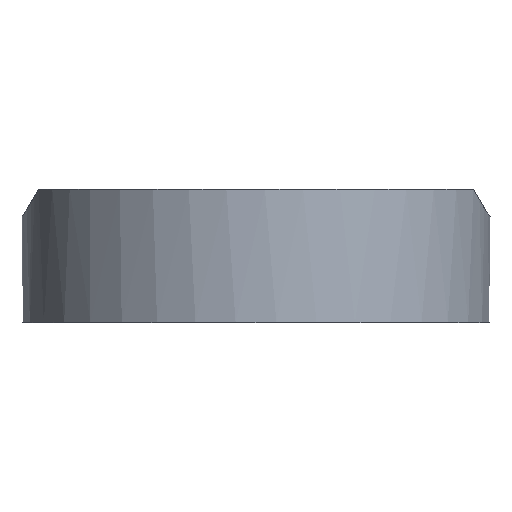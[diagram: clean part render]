
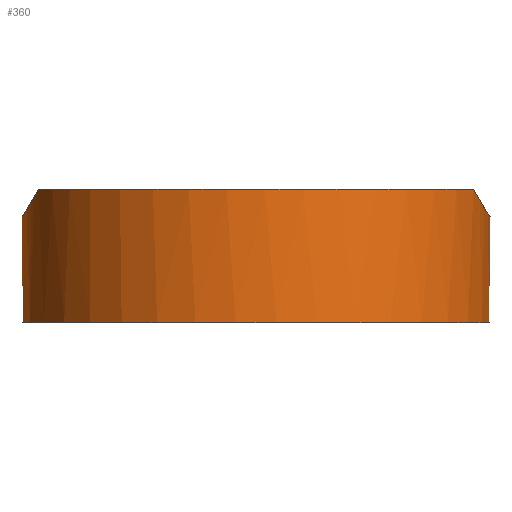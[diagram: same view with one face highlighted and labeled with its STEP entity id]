
A CAD part, front view. The second image highlights one B-rep face of the part: STEP entity #360.
In plain terms, the highlighted cylindrical face has radius 11 mm (diameter 22 mm), a full revolution.
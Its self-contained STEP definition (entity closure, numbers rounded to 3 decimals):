
#31=FACE_OUTER_BOUND('',#50,.T.);
#50=EDGE_LOOP('',(#240,#241,#242,#243,#244,#245,#246,#247));
#78=LINE('',#582,#96);
#96=VECTOR('',#449,11.);
#114=B_SPLINE_CURVE_WITH_KNOTS('',3,(#557,#558,#559,#560,#561,#562,#563,
#564,#565,#566),.UNSPECIFIED.,.F.,.F.,(4,2,2,2,4),(2.88,3.032,
3.306,3.58,3.732),.UNSPECIFIED.);
#115=B_SPLINE_CURVE_WITH_KNOTS('',3,(#570,#571,#572,#573,#574,#575,#576,
#577,#578,#579),.UNSPECIFIED.,.F.,.F.,(4,2,2,2,4),(0.676,0.828,
1.102,1.376,1.528),.UNSPECIFIED.);
#123=CIRCLE('',#394,11.);
#124=CIRCLE('',#395,11.);
#125=CIRCLE('',#396,11.);
#126=CIRCLE('',#397,11.);
#150=VERTEX_POINT('',#553);
#151=VERTEX_POINT('',#554);
#152=VERTEX_POINT('',#556);
#153=VERTEX_POINT('',#567);
#154=VERTEX_POINT('',#569);
#155=VERTEX_POINT('',#581);
#186=EDGE_CURVE('',#150,#151,#123,.T.);
#187=EDGE_CURVE('',#150,#152,#114,.F.);
#188=EDGE_CURVE('',#153,#152,#124,.T.);
#189=EDGE_CURVE('',#153,#154,#115,.F.);
#190=EDGE_CURVE('',#151,#154,#125,.T.);
#191=EDGE_CURVE('',#151,#155,#78,.T.);
#192=EDGE_CURVE('',#155,#155,#126,.T.);
#240=ORIENTED_EDGE('',*,*,#186,.F.);
#241=ORIENTED_EDGE('',*,*,#187,.T.);
#242=ORIENTED_EDGE('',*,*,#188,.F.);
#243=ORIENTED_EDGE('',*,*,#189,.T.);
#244=ORIENTED_EDGE('',*,*,#190,.F.);
#245=ORIENTED_EDGE('',*,*,#191,.T.);
#246=ORIENTED_EDGE('',*,*,#192,.F.);
#247=ORIENTED_EDGE('',*,*,#191,.F.);
#348=CYLINDRICAL_SURFACE('',#393,11.);
#360=ADVANCED_FACE('',(#31),#348,.T.);
#393=AXIS2_PLACEMENT_3D('',#552,#441,#442);
#394=AXIS2_PLACEMENT_3D('',#555,#443,#444);
#395=AXIS2_PLACEMENT_3D('',#568,#445,#446);
#396=AXIS2_PLACEMENT_3D('',#580,#447,#448);
#397=AXIS2_PLACEMENT_3D('',#583,#450,#451);
#441=DIRECTION('center_axis',(0.,0.,1.));
#442=DIRECTION('ref_axis',(0.707,0.707,0.));
#443=DIRECTION('center_axis',(0.,0.,1.));
#444=DIRECTION('ref_axis',(0.707,0.707,0.));
#445=DIRECTION('center_axis',(0.,0.,1.));
#446=DIRECTION('ref_axis',(0.707,0.707,0.));
#447=DIRECTION('center_axis',(0.,0.,1.));
#448=DIRECTION('ref_axis',(0.707,0.707,0.));
#449=DIRECTION('',(0.,0.,-1.));
#450=DIRECTION('center_axis',(0.,0.,
-1.));
#451=DIRECTION('ref_axis',(0.707,0.707,0.));
#552=CARTESIAN_POINT('Origin',(-75.,496.362,93.192));
#553=CARTESIAN_POINT('',(-85.216,492.283,99.442));
#554=CARTESIAN_POINT('',(-82.778,488.584,99.442));
#555=CARTESIAN_POINT('Origin',(-75.,496.362,99.442));
#556=CARTESIAN_POINT('',(-85.216,500.442,99.442));
#557=CARTESIAN_POINT('Ctrl Pts',(-85.216,500.442,99.442));
#558=CARTESIAN_POINT('Ctrl Pts',(-85.38,500.031,99.151));
#559=CARTESIAN_POINT('Ctrl Pts',(-85.531,499.578,98.897));
#560=CARTESIAN_POINT('Ctrl Pts',(-85.876,498.234,98.331));
#561=CARTESIAN_POINT('Ctrl Pts',(-86.,497.277,98.142));
#562=CARTESIAN_POINT('Ctrl Pts',(-86.,495.448,98.142));
#563=CARTESIAN_POINT('Ctrl Pts',(-85.876,494.491,98.331));
#564=CARTESIAN_POINT('Ctrl Pts',(-85.531,493.147,98.897));
#565=CARTESIAN_POINT('Ctrl Pts',(-85.38,492.694,99.151));
#566=CARTESIAN_POINT('Ctrl Pts',(-85.216,492.283,99.442));
#567=CARTESIAN_POINT('',(-64.784,500.442,99.442));
#568=CARTESIAN_POINT('Origin',(-75.,496.362,99.442));
#569=CARTESIAN_POINT('',(-64.784,492.283,99.442));
#570=CARTESIAN_POINT('Ctrl Pts',(-64.784,492.283,99.442));
#571=CARTESIAN_POINT('Ctrl Pts',(-64.62,492.694,99.151));
#572=CARTESIAN_POINT('Ctrl Pts',(-64.469,493.147,98.897));
#573=CARTESIAN_POINT('Ctrl Pts',(-64.124,494.491,98.331));
#574=CARTESIAN_POINT('Ctrl Pts',(-64.,495.448,98.142));
#575=CARTESIAN_POINT('Ctrl Pts',(-64.,497.277,98.142));
#576=CARTESIAN_POINT('Ctrl Pts',(-64.124,498.234,98.331));
#577=CARTESIAN_POINT('Ctrl Pts',(-64.469,499.578,98.897));
#578=CARTESIAN_POINT('Ctrl Pts',(-64.62,500.031,99.151));
#579=CARTESIAN_POINT('Ctrl Pts',(-64.784,500.442,99.442));
#580=CARTESIAN_POINT('Origin',(-75.,496.362,99.442));
#581=CARTESIAN_POINT('',(-82.778,488.584,93.192));
#582=CARTESIAN_POINT('',(-82.778,488.584,93.192));
#583=CARTESIAN_POINT('Origin',(-75.,496.362,93.192));
